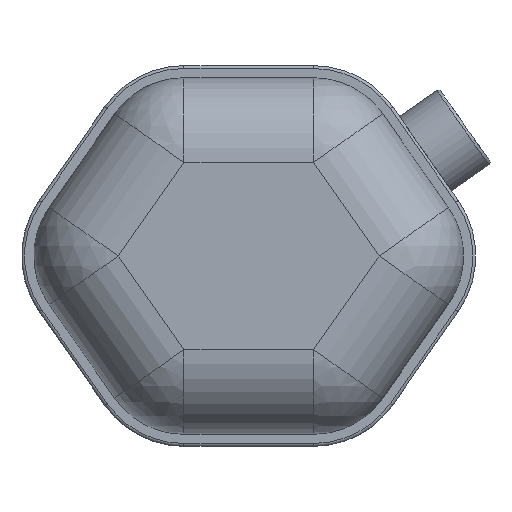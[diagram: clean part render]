
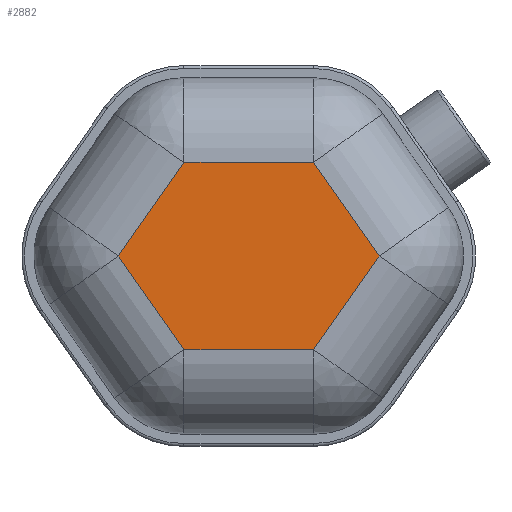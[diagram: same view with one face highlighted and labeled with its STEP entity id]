
A CAD part, front view. The second image highlights one B-rep face of the part: STEP entity #2882.
In plain terms, the highlighted planar face has unit normal (0, -1, 0).
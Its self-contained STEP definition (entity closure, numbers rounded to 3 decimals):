
#2532=CARTESIAN_POINT('POINT129',(13.604,0.,
   -17.78));
#2533=VERTEX_POINT('VERTEX129',#2532);
#2574=CARTESIAN_POINT('POINT130',(27.379,
   0.,-37.452));
#2575=VERTEX_POINT('VERTEX130',#2574);
#2616=CARTESIAN_POINT('POINT131',(13.604,0.,
   -57.123));
#2617=VERTEX_POINT('VERTEX131',#2616);
#2658=CARTESIAN_POINT('POINT132',(-13.604,0.,
   -57.123));
#2659=VERTEX_POINT('VERTEX132',#2658);
#2700=CARTESIAN_POINT('POINT133',(-27.379,0.,
   -37.452));
#2701=VERTEX_POINT('VERTEX133',#2700);
#2742=CARTESIAN_POINT('POINT134',(-13.604,0.,
   -17.78));
#2743=VERTEX_POINT('VERTEX134',#2742);
#2770=CARTESIAN_POINT('POS322',(-13.604,0.,
   -17.78));
#2771=DIRECTION('DIR545',(-1.,0.,0.));
#2772=VECTOR('VEC99',#2771,1.);
#2773=LINE('STRAIGHT99',#2770,#2772);
#2774=EDGE_CURVE('EDGE231',#2743,#2533,#2773,.F.);
#2787=CARTESIAN_POINT('POS324',(1.155,0.,0.)
   );
#2788=DIRECTION('DIR548',(-0.574,0.,
   0.819));
#2789=VECTOR('VEC100',#2788,1.);
#2790=LINE('STRAIGHT100',#2787,#2789);
#2791=EDGE_CURVE('EDGE232',#2533,#2575,#2790,.F.);
#2804=CARTESIAN_POINT('POS326',(27.379,
   0.,-37.452));
#2805=DIRECTION('DIR551',(0.574,0.,
   0.819));
#2806=VECTOR('VEC101',#2805,1.);
#2807=LINE('STRAIGHT101',#2804,#2806);
#2808=EDGE_CURVE('EDGE233',#2575,#2617,#2807,.F.);
#2821=CARTESIAN_POINT('POS328',(13.604,0.,
   -57.123));
#2822=DIRECTION('DIR554',(1.,0.,0.));
#2823=VECTOR('VEC102',#2822,1.);
#2824=LINE('STRAIGHT102',#2821,#2823);
#2825=EDGE_CURVE('EDGE234',#2617,#2659,#2824,.F.);
#2838=CARTESIAN_POINT('POS330',(-13.604,0.,
   -57.123));
#2839=DIRECTION('DIR557',(0.574,0.,
   -0.819));
#2840=VECTOR('VEC103',#2839,1.);
#2841=LINE('STRAIGHT103',#2838,#2840);
#2842=EDGE_CURVE('EDGE235',#2659,#2701,#2841,.F.);
#2855=CARTESIAN_POINT('POS332',(-27.379,0.,
   -37.452));
#2856=DIRECTION('DIR560',(-0.574,0.,
   -0.819));
#2857=VECTOR('VEC104',#2856,1.);
#2858=LINE('STRAIGHT104',#2855,#2857);
#2859=EDGE_CURVE('EDGE236',#2701,#2743,#2858,.F.);
#2869=ORIENTED_EDGE('COEDGE467',*,*,#2859,.F.);
#2870=ORIENTED_EDGE('COEDGE468',*,*,#2842,.F.);
#2871=ORIENTED_EDGE('COEDGE469',*,*,#2825,.F.);
#2872=ORIENTED_EDGE('COEDGE470',*,*,#2808,.F.);
#2873=ORIENTED_EDGE('COEDGE471',*,*,#2791,.F.);
#2874=ORIENTED_EDGE('COEDGE472',*,*,#2774,.F.);
#2875=EDGE_LOOP('NONE',(#2869,#2870,#2871,#2872,#2873,#2874));
#2876=FACE_BOUND('LOOP1',#2875,.T.);
#2877=CARTESIAN_POINT('POS334',(0.,0.,0.));
#2878=DIRECTION('DIR563',(0.,1.,0.));
#2879=DIRECTION('DIR564',(1.,0.,0.));
#2880=AXIS2_PLACEMENT_3D('AXIS230',#2877,#2878,#2879);
#2881=PLANE('PLANE26',#2880);
#2882=ADVANCED_FACE('FACE108',(#2876),#2881,.F.);
